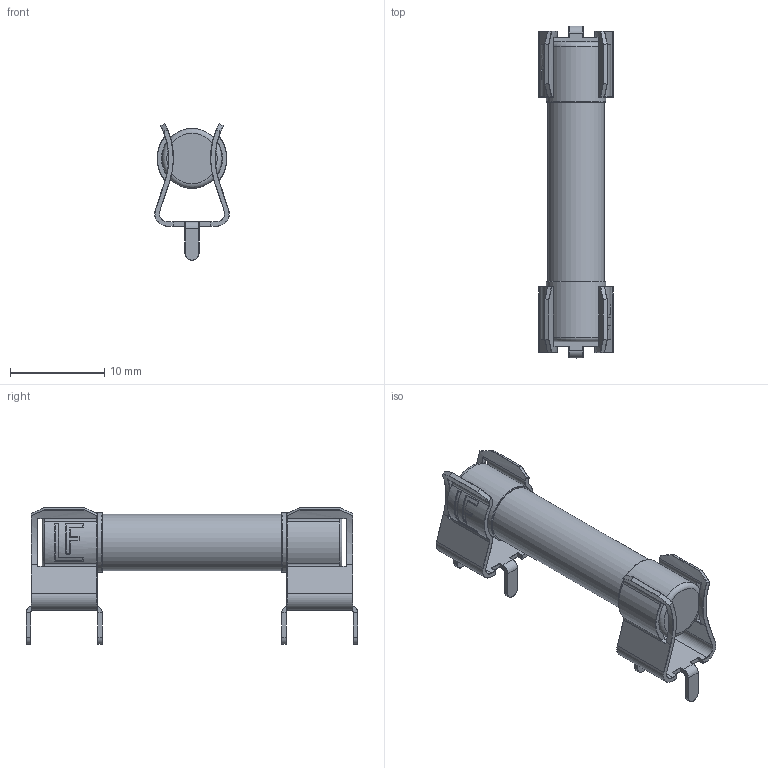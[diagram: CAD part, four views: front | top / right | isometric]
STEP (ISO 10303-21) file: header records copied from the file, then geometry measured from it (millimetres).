
FILE_DESCRIPTION((''),'2;1');
FILE_NAME('Сборка 6.3x32 с держателями.stp','2013-03-18T10:37:42',('ISKravchenko'),(''),'Autodesk Inventor 2012','Autodesk Inventor 2012','');
FILE_SCHEMA(('AUTOMOTIVE_DESIGN { 1 0 10303 214 1 1 1 1 }'));
Length unit declared in the file: millimetre
Products named in the file (3): Сборка 6.3x32 с держателями; Держатель 102071; 6,3x32
Assembly tree (3 placements, depth 2):
  Сборка 6.3x32 с держателями
    Держатель 102071  x2
    6,3x32
Bounding box: 7.9 x 35.2 x 14.49 mm (x, y, z)
Volume: 1138.8 mm3; surface area: 1583 mm2
Topology: 3 solids, 3 shells, 831 faces, 1889 edges, 998 vertices
Faces by surface type: cylinder 307, torus 180, bspline 132, plane 132, sphere 80
Full cylindrical faces by diameter (mm): 6 x1, 6.35 x2
Entity records: 13050 total; most frequent: CARTESIAN_POINT 3914, DIRECTION 2048, ORIENTED_EDGE 1804, EDGE_CURVE 902, AXIS2_PLACEMENT_3D 877, VERTEX_POINT 492, CIRCLE 476, EDGE_LOOP 432
